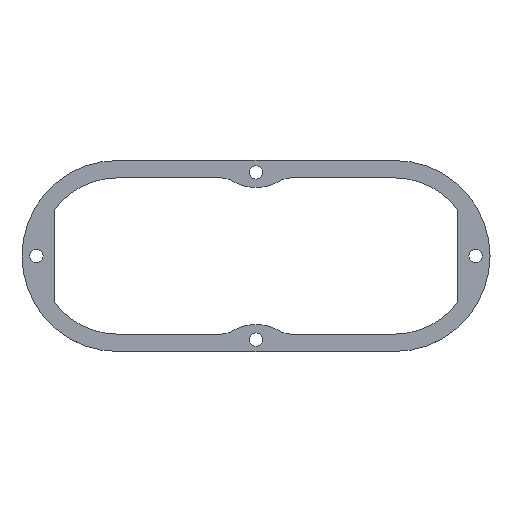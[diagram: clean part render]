
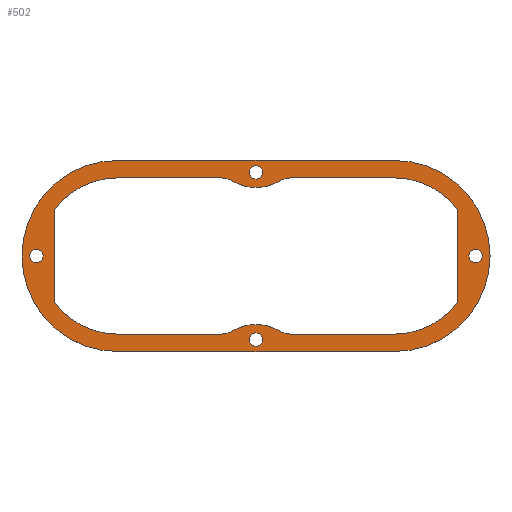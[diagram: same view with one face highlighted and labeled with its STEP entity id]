
A CAD part, top view. The second image highlights one B-rep face of the part: STEP entity #502.
In plain terms, the highlighted planar face has unit normal (0, 0, 1).
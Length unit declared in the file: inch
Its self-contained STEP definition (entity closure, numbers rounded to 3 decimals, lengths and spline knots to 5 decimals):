
#24=FACE_BOUND('',#100,.T.);
#25=FACE_BOUND('',#101,.T.);
#26=FACE_BOUND('',#102,.T.);
#27=FACE_BOUND('',#103,.T.);
#28=FACE_BOUND('',#104,.T.);
#38=PLANE('',#580);
#64=FACE_OUTER_BOUND('',#99,.T.);
#99=EDGE_LOOP('',(#437,#438,#439,#440));
#100=EDGE_LOOP('',(#441,#442,#443,#444,#445,#446,#447,#448,#449,#450,#451,
#452,#453,#454,#455,#456));
#101=EDGE_LOOP('',(#457));
#102=EDGE_LOOP('',(#458));
#103=EDGE_LOOP('',(#459));
#104=EDGE_LOOP('',(#460));
#111=LINE('',#762,#147);
#116=LINE('',#777,#152);
#122=LINE('',#801,#158);
#124=LINE('',#809,#160);
#129=LINE('',#822,#165);
#131=LINE('',#830,#167);
#136=LINE('',#865,#172);
#139=LINE('',#873,#175);
#147=VECTOR('',#609,0.3937);
#152=VECTOR('',#622,0.3937);
#158=VECTOR('',#648,0.3937);
#160=VECTOR('',#658,0.3937);
#165=VECTOR('',#671,0.3937);
#167=VECTOR('',#681,0.3937);
#172=VECTOR('',#718,0.3937);
#175=VECTOR('',#727,0.3937);
#178=CIRCLE('',#525,0.63);
#180=CIRCLE('',#528,1.18);
#182=CIRCLE('',#531,0.63);
#184=CIRCLE('',#535,0.63);
#186=CIRCLE('',#539,0.63);
#187=CIRCLE('',#541,1.18);
#190=CIRCLE('',#545,2.045);
#192=CIRCLE('',#549,2.045);
#194=CIRCLE('',#553,2.045);
#196=CIRCLE('',#557,2.045);
#198=CIRCLE('',#561,0.175);
#200=CIRCLE('',#564,0.175);
#202=CIRCLE('',#567,0.175);
#204=CIRCLE('',#570,0.175);
#207=CIRCLE('',#576,2.5);
#208=CIRCLE('',#579,2.5);
#211=VERTEX_POINT('',#740);
#212=VERTEX_POINT('',#742);
#214=VERTEX_POINT('',#748);
#216=VERTEX_POINT('',#754);
#218=VERTEX_POINT('',#760);
#221=VERTEX_POINT('',#767);
#222=VERTEX_POINT('',#769);
#224=VERTEX_POINT('',#775);
#227=VERTEX_POINT('',#782);
#228=VERTEX_POINT('',#784);
#230=VERTEX_POINT('',#793);
#232=VERTEX_POINT('',#799);
#234=VERTEX_POINT('',#805);
#236=VERTEX_POINT('',#814);
#238=VERTEX_POINT('',#820);
#240=VERTEX_POINT('',#826);
#242=VERTEX_POINT('',#835);
#244=VERTEX_POINT('',#840);
#246=VERTEX_POINT('',#845);
#248=VERTEX_POINT('',#850);
#253=VERTEX_POINT('',#862);
#254=VERTEX_POINT('',#864);
#255=VERTEX_POINT('',#868);
#256=VERTEX_POINT('',#872);
#259=EDGE_CURVE('',#211,#212,#178,.T.);
#263=EDGE_CURVE('',#211,#214,#180,.T.);
#266=EDGE_CURVE('',#216,#214,#182,.T.);
#269=EDGE_CURVE('',#216,#218,#111,.T.);
#272=EDGE_CURVE('',#221,#222,#184,.T.);
#276=EDGE_CURVE('',#221,#224,#116,.T.);
#279=EDGE_CURVE('',#227,#228,#186,.T.);
#281=EDGE_CURVE('',#227,#222,#187,.T.);
#285=EDGE_CURVE('',#218,#230,#190,.T.);
#288=EDGE_CURVE('',#230,#232,#122,.T.);
#291=EDGE_CURVE('',#232,#234,#192,.T.);
#292=EDGE_CURVE('',#234,#228,#124,.T.);
#296=EDGE_CURVE('',#224,#236,#194,.T.);
#299=EDGE_CURVE('',#236,#238,#129,.T.);
#302=EDGE_CURVE('',#238,#240,#196,.T.);
#303=EDGE_CURVE('',#240,#212,#131,.T.);
#306=EDGE_CURVE('',#242,#242,#198,.T.);
#308=EDGE_CURVE('',#244,#244,#200,.T.);
#310=EDGE_CURVE('',#246,#246,#202,.T.);
#312=EDGE_CURVE('',#248,#248,#204,.T.);
#318=EDGE_CURVE('',#254,#253,#136,.T.);
#320=EDGE_CURVE('',#255,#254,#207,.T.);
#322=EDGE_CURVE('',#256,#255,#139,.T.);
#324=EDGE_CURVE('',#253,#256,#208,.T.);
#437=ORIENTED_EDGE('',*,*,#324,.T.);
#438=ORIENTED_EDGE('',*,*,#322,.T.);
#439=ORIENTED_EDGE('',*,*,#320,.T.);
#440=ORIENTED_EDGE('',*,*,#318,.T.);
#441=ORIENTED_EDGE('',*,*,#285,.T.);
#442=ORIENTED_EDGE('',*,*,#288,.T.);
#443=ORIENTED_EDGE('',*,*,#291,.T.);
#444=ORIENTED_EDGE('',*,*,#292,.T.);
#445=ORIENTED_EDGE('',*,*,#279,.F.);
#446=ORIENTED_EDGE('',*,*,#281,.T.);
#447=ORIENTED_EDGE('',*,*,#272,.F.);
#448=ORIENTED_EDGE('',*,*,#276,.T.);
#449=ORIENTED_EDGE('',*,*,#296,.T.);
#450=ORIENTED_EDGE('',*,*,#299,.T.);
#451=ORIENTED_EDGE('',*,*,#302,.T.);
#452=ORIENTED_EDGE('',*,*,#303,.T.);
#453=ORIENTED_EDGE('',*,*,#259,.F.);
#454=ORIENTED_EDGE('',*,*,#263,.T.);
#455=ORIENTED_EDGE('',*,*,#266,.F.);
#456=ORIENTED_EDGE('',*,*,#269,.T.);
#457=ORIENTED_EDGE('',*,*,#306,.T.);
#458=ORIENTED_EDGE('',*,*,#308,.T.);
#459=ORIENTED_EDGE('',*,*,#310,.T.);
#460=ORIENTED_EDGE('',*,*,#312,.T.);
#502=ADVANCED_FACE('',(#64,#24,#25,#26,#27,#28),#38,.T.);
#525=AXIS2_PLACEMENT_3D('',#743,#588,#589);
#528=AXIS2_PLACEMENT_3D('',#750,#596,#597);
#531=AXIS2_PLACEMENT_3D('',#756,#603,#604);
#535=AXIS2_PLACEMENT_3D('',#770,#615,#616);
#539=AXIS2_PLACEMENT_3D('',#785,#628,#629);
#541=AXIS2_PLACEMENT_3D('',#788,#633,#634);
#545=AXIS2_PLACEMENT_3D('',#795,#642,#643);
#549=AXIS2_PLACEMENT_3D('',#807,#654,#655);
#553=AXIS2_PLACEMENT_3D('',#816,#665,#666);
#557=AXIS2_PLACEMENT_3D('',#828,#677,#678);
#561=AXIS2_PLACEMENT_3D('',#836,#687,#688);
#564=AXIS2_PLACEMENT_3D('',#841,#693,#694);
#567=AXIS2_PLACEMENT_3D('',#846,#699,#700);
#570=AXIS2_PLACEMENT_3D('',#851,#705,#706);
#576=AXIS2_PLACEMENT_3D('',#869,#722,#723);
#579=AXIS2_PLACEMENT_3D('',#876,#731,#732);
#580=AXIS2_PLACEMENT_3D('',#877,#733,#734);
#588=DIRECTION('center_axis',(0.,0.,1.));
#589=DIRECTION('ref_axis',(0.265,0.964,0.));
#596=DIRECTION('center_axis',(0.,0.,1.));
#597=DIRECTION('ref_axis',(0.621,0.784,0.));
#603=DIRECTION('center_axis',(0.,0.,1.));
#604=DIRECTION('ref_axis',(-0.265,0.964,0.));
#609=DIRECTION('',(1.,0.,0.));
#615=DIRECTION('center_axis',(0.,0.,1.));
#616=DIRECTION('ref_axis',(0.265,-0.964,0.));
#622=DIRECTION('',(-1.,0.,0.));
#628=DIRECTION('center_axis',(0.,0.,1.));
#629=DIRECTION('ref_axis',(-0.265,-0.964,0.));
#633=DIRECTION('center_axis',(0.,0.,1.));
#634=DIRECTION('ref_axis',(-0.621,-0.784,0.));
#642=DIRECTION('center_axis',(0.,0.,-1.));
#643=DIRECTION('ref_axis',(0.807,0.591,0.));
#648=DIRECTION('',(0.,-1.,0.));
#654=DIRECTION('center_axis',(0.,0.,-1.));
#655=DIRECTION('ref_axis',(0.,-1.,0.));
#658=DIRECTION('',(-1.,0.,0.));
#665=DIRECTION('center_axis',(0.,0.,-1.));
#666=DIRECTION('ref_axis',(-0.807,-0.591,0.));
#671=DIRECTION('',(0.,1.,0.));
#677=DIRECTION('center_axis',(0.,0.,-1.));
#678=DIRECTION('ref_axis',(0.,1.,0.));
#681=DIRECTION('',(1.,0.,0.));
#687=DIRECTION('center_axis',(0.,0.,-1.));
#688=DIRECTION('ref_axis',(-1.,0.,0.));
#693=DIRECTION('center_axis',(0.,0.,-1.));
#694=DIRECTION('ref_axis',(-1.,0.,0.));
#699=DIRECTION('center_axis',(0.,0.,-1.));
#700=DIRECTION('ref_axis',(-1.,0.,0.));
#705=DIRECTION('center_axis',(0.,0.,-1.));
#706=DIRECTION('ref_axis',(-1.,0.,0.));
#718=DIRECTION('',(1.,0.,0.));
#722=DIRECTION('center_axis',(0.,0.,1.));
#723=DIRECTION('ref_axis',(0.,-1.,0.));
#727=DIRECTION('',(-1.,0.,0.));
#731=DIRECTION('center_axis',(0.,0.,1.));
#732=DIRECTION('ref_axis',(0.,1.,0.));
#733=DIRECTION('center_axis',(0.,0.,1.));
#734=DIRECTION('ref_axis',(1.,0.,0.));
#740=CARTESIAN_POINT('',(-0.6039,1.95624,0.0625));
#742=CARTESIAN_POINT('',(-0.92632,2.045,0.0625));
#743=CARTESIAN_POINT('Origin',(-0.92632,1.415,0.0625));
#748=CARTESIAN_POINT('',(0.6039,1.95624,0.0625));
#750=CARTESIAN_POINT('Origin',(0.,2.97,0.0625));
#754=CARTESIAN_POINT('',(0.92632,2.045,0.0625));
#756=CARTESIAN_POINT('Origin',(0.92632,1.415,0.0625));
#760=CARTESIAN_POINT('',(3.625,2.045,0.0625));
#762=CARTESIAN_POINT('',(1.8125,2.045,0.0625));
#767=CARTESIAN_POINT('',(-0.92632,-2.045,0.0625));
#769=CARTESIAN_POINT('',(-0.6039,-1.95624,0.0625));
#770=CARTESIAN_POINT('Origin',(-0.92632,-1.415,0.0625));
#775=CARTESIAN_POINT('',(-3.625,-2.045,0.0625));
#777=CARTESIAN_POINT('',(-1.8125,-2.045,0.0625));
#782=CARTESIAN_POINT('',(0.6039,-1.95624,0.0625));
#784=CARTESIAN_POINT('',(0.92632,-2.045,0.0625));
#785=CARTESIAN_POINT('Origin',(0.92632,-1.415,0.0625));
#788=CARTESIAN_POINT('Origin',(0.,-2.97,0.0625));
#793=CARTESIAN_POINT('',(5.275,1.20811,0.0625));
#795=CARTESIAN_POINT('Origin',(3.625,0.,0.0625));
#799=CARTESIAN_POINT('',(5.275,-1.20811,0.0625));
#801=CARTESIAN_POINT('',(5.275,-0.60405,0.0625));
#805=CARTESIAN_POINT('',(3.625,-2.045,0.0625));
#807=CARTESIAN_POINT('Origin',(3.625,0.,0.0625));
#809=CARTESIAN_POINT('',(0.36632,-2.045,0.0625));
#814=CARTESIAN_POINT('',(-5.275,-1.20811,0.0625));
#816=CARTESIAN_POINT('Origin',(-3.625,0.,0.0625));
#820=CARTESIAN_POINT('',(-5.275,1.20811,0.0625));
#822=CARTESIAN_POINT('',(-5.275,0.60405,0.0625));
#826=CARTESIAN_POINT('',(-3.625,2.045,0.0625));
#828=CARTESIAN_POINT('Origin',(-3.625,0.,0.0625));
#830=CARTESIAN_POINT('',(-0.36632,2.045,0.0625));
#835=CARTESIAN_POINT('',(0.175,-2.19,0.0625));
#836=CARTESIAN_POINT('Origin',(0.,-2.19,0.0625));
#840=CARTESIAN_POINT('',(0.175,2.19,0.0625));
#841=CARTESIAN_POINT('Origin',(0.,2.19,0.0625));
#845=CARTESIAN_POINT('',(5.925,0.,0.0625));
#846=CARTESIAN_POINT('Origin',(5.75,0.,0.0625));
#850=CARTESIAN_POINT('',(-5.575,0.,0.0625));
#851=CARTESIAN_POINT('Origin',(-5.75,0.,0.0625));
#862=CARTESIAN_POINT('',(3.625,-2.5,0.0625));
#864=CARTESIAN_POINT('',(-3.625,-2.5,0.0625));
#865=CARTESIAN_POINT('',(3.625,-2.5,0.0625));
#868=CARTESIAN_POINT('',(-3.625,2.5,0.0625));
#869=CARTESIAN_POINT('Origin',(-3.625,0.,0.0625));
#872=CARTESIAN_POINT('',(3.625,2.5,0.0625));
#873=CARTESIAN_POINT('',(-3.625,2.5,0.0625));
#876=CARTESIAN_POINT('Origin',(3.625,0.,0.0625));
#877=CARTESIAN_POINT('Origin',(0.,0.,
0.0625));
